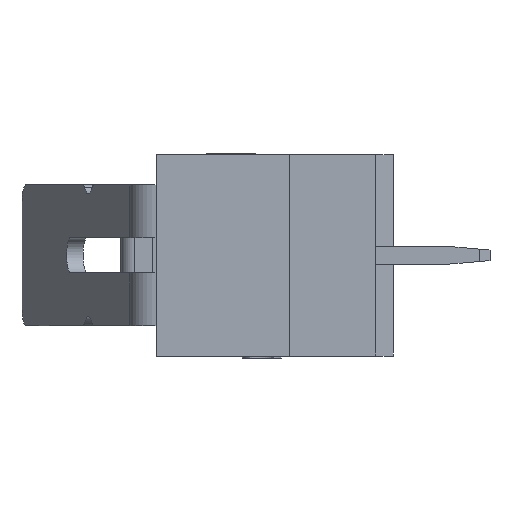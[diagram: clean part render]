
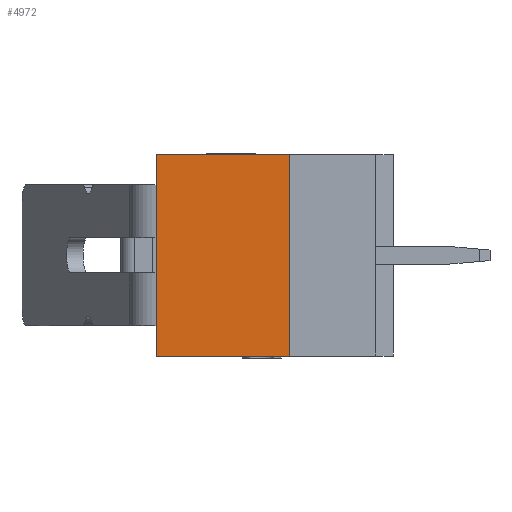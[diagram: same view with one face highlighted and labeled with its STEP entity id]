
A CAD part, left-side view. The second image highlights one B-rep face of the part: STEP entity #4972.
In plain terms, the highlighted planar face has unit normal (-1, 0, 0).
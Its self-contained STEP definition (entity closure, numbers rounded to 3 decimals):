
#316=FACE_OUTER_BOUND('',#610,.T.);
#610=EDGE_LOOP('',(#3594,#3595,#3596,#3597));
#935=LINE('',#6823,#1518);
#998=LINE('',#7485,#1581);
#1029=LINE('',#7970,#1612);
#1030=LINE('',#7971,#1613);
#1518=VECTOR('',#5707,1000.);
#1581=VECTOR('',#5772,1000.);
#1612=VECTOR('',#5807,1000.);
#1613=VECTOR('',#5808,1000.);
#2108=VERTEX_POINT('',#6820);
#2109=VERTEX_POINT('',#6822);
#2194=VERTEX_POINT('',#7471);
#2200=VERTEX_POINT('',#7483);
#2629=EDGE_CURVE('',#2109,#2108,#935,.T.);
#2721=EDGE_CURVE('',#2200,#2194,#998,.T.);
#2774=EDGE_CURVE('',#2108,#2194,#1029,.T.);
#2775=EDGE_CURVE('',#2200,#2109,#1030,.T.);
#3594=ORIENTED_EDGE('',*,*,#2629,.T.);
#3595=ORIENTED_EDGE('',*,*,#2774,.T.);
#3596=ORIENTED_EDGE('',*,*,#2721,.F.);
#3597=ORIENTED_EDGE('',*,*,#2775,.T.);
#4750=PLANE('',#5304);
#4972=ADVANCED_FACE('',(#316),#4750,.F.);
#5304=AXIS2_PLACEMENT_3D('',#7969,#5805,#5806);
#5707=DIRECTION('',(0.,-1.,0.));
#5772=DIRECTION('',(0.,-1.,0.));
#5805=DIRECTION('center_axis',(1.,0.,0.));
#5806=DIRECTION('ref_axis',(0.,1.,0.));
#5807=DIRECTION('',(0.,0.,1.));
#5808=DIRECTION('',(0.,0.,-1.));
#6820=CARTESIAN_POINT('',(-6.5,-0.415,0.));
#6822=CARTESIAN_POINT('',(-6.5,3.375,0.));
#6823=CARTESIAN_POINT('',(-6.5,3.375,0.));
#7471=CARTESIAN_POINT('',(-6.5,-0.415,5.75));
#7483=CARTESIAN_POINT('',(-6.5,3.375,5.75));
#7485=CARTESIAN_POINT('',(-6.5,3.375,5.75));
#7969=CARTESIAN_POINT('Origin',(-6.5,3.375,5.75));
#7970=CARTESIAN_POINT('',(-6.5,-0.415,5.74));
#7971=CARTESIAN_POINT('',(-6.5,3.375,5.75));
